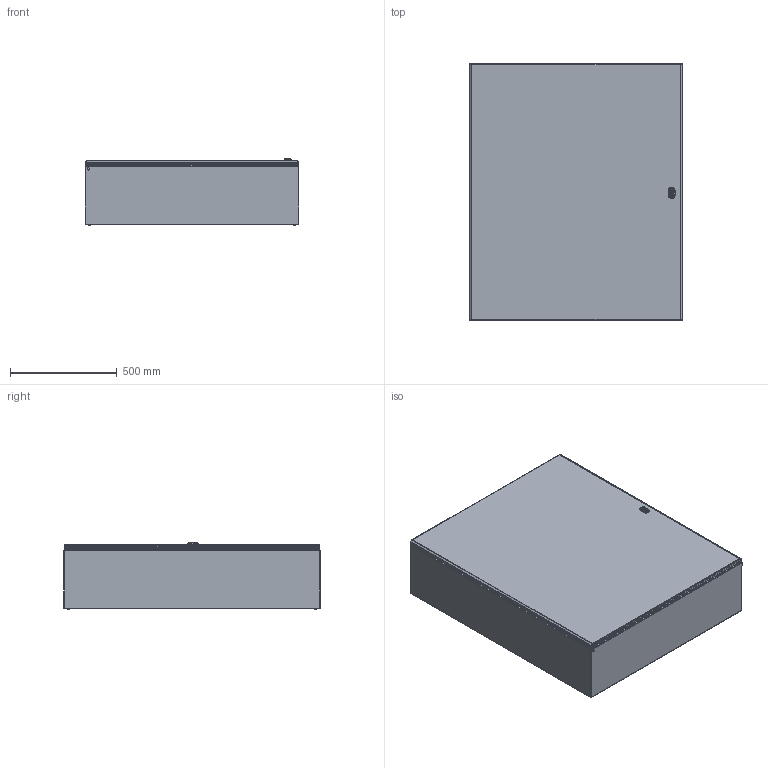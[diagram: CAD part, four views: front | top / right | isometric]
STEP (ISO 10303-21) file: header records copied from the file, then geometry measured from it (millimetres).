
FILE_DESCRIPTION(('STEP AP242'),'1');
FILE_NAME('nsys3dc121030.stp','2021-09-26T22:06:09',('TraceParts'),('TraceParts S.A.'),'Spatial InterOp 3D',' ',' ');
FILE_SCHEMA(('AP242_MANAGED_MODEL_BASED_3D_ENGINEERING_MIM_LF {1 0 10303 442 1 1 4}'));
Length unit declared in the file: millimetre
Products named in the file (1): nsys3dc121030|ENN4763AS_1200X1000X300_ASM_1_A_ASM_1365#ENN4763AS_1200X1000X300_ASM_1_A_ASM|ENN4763AS_12X10X3_1_1_1364#ENN4763AS_12X10X3_1_1;Solide1
Bounding box: 1000 x 1200 x 310.71 mm (x, y, z)
Volume: 5861915 mm3; surface area: 7828400 mm2
Topology: 17 solids, 17 shells, 1053 faces, 2571 edges, 1547 vertices
Faces by surface type: plane 395, cylinder 277, bspline 141, cone 122, torus 80, sphere 38
Entity records: 41132 total; most frequent: CARTESIAN_POINT 17348, ORIENTED_EDGE 5090, DIRECTION 4652, EDGE_CURVE 2545, AXIS2_PLACEMENT_3D 1734, VERTEX_POINT 1547, LINE 1184, VECTOR 1184
